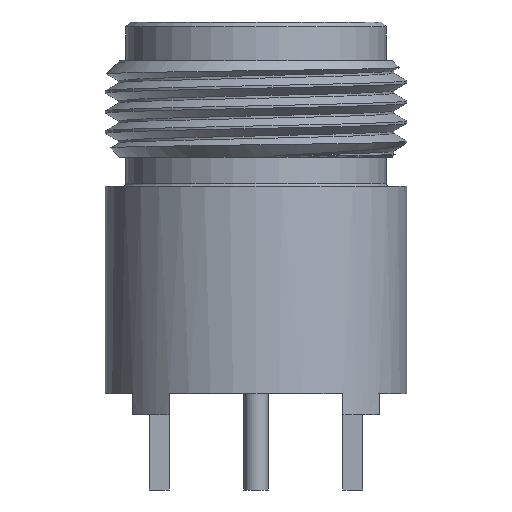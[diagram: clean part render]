
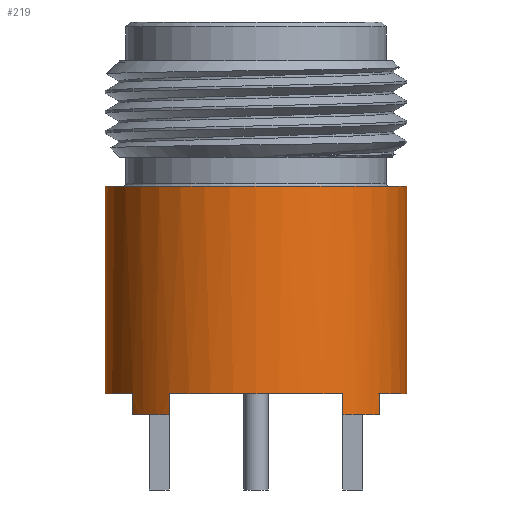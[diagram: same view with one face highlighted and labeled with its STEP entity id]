
A CAD part, front view. The second image highlights one B-rep face of the part: STEP entity #219.
In plain terms, the highlighted cylindrical face has radius 7.938 mm (diameter 15.875 mm), a partial arc.
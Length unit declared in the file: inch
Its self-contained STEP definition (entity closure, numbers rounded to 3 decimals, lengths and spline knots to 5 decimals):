
#10 = AXIS2_PLACEMENT_3D ( 'NONE', #838, #2746, #4740 ) ;
#23 = ORIENTED_EDGE ( 'NONE', *, *, #4189, .T. ) ;
#89 = EDGE_CURVE ( 'NONE', #2315, #2455, #4847, .T. ) ;
#93 = CARTESIAN_POINT ( 'NONE',  ( -0.22097, -0.22097, -0.814 ) ) ;
#219 = ADVANCED_FACE ( 'NONE', ( #3979 ), #4675, .T. ) ;
#228 = CIRCLE ( 'NONE', #4267, 0.3125 ) ;
#258 = VECTOR ( 'NONE', #1351, 39.37008 ) ;
#295 = CARTESIAN_POINT ( 'NONE',  ( -0.25545, -0.18, -0.77 ) ) ;
#370 = LINE ( 'NONE', #4265, #4322 ) ;
#414 = EDGE_CURVE ( 'NONE', #1337, #2315, #2219, .T. ) ;
#418 = ORIENTED_EDGE ( 'NONE', *, *, #3365, .T. ) ;
#466 = DIRECTION ( 'NONE',  ( -1., 0., 0. ) ) ;
#598 = CARTESIAN_POINT ( 'NONE',  ( -0.25545, -0.18, -0.814 ) ) ;
#644 = ORIENTED_EDGE ( 'NONE', *, *, #4308, .F. ) ;
#718 = DIRECTION ( 'NONE',  ( 1., 0., 0. ) ) ;
#730 = CARTESIAN_POINT ( 'NONE',  ( -0.3125, 0., -0.82 ) ) ;
#755 = VERTEX_POINT ( 'NONE', #5089 ) ;
#838 = CARTESIAN_POINT ( 'NONE',  ( 0., 0., -0.814 ) ) ;
#854 = CARTESIAN_POINT ( 'NONE',  ( -0.25545, -0.18, -0.82 ) ) ;
#876 = DIRECTION ( 'NONE',  ( 0., 0., 1. ) ) ;
#910 = ORIENTED_EDGE ( 'NONE', *, *, #4840, .T. ) ;
#962 = CIRCLE ( 'NONE', #4508, 0.3125 ) ;
#1005 = EDGE_LOOP ( 'NONE', ( #2717, #3829, #23, #4756, #3272, #3255, #3742, #910, #644, #4746, #418, #5059, #3576, #3948 ) ) ;
#1071 = CARTESIAN_POINT ( 'NONE',  ( 0.18, -0.25545, -0.82 ) ) ;
#1082 = CARTESIAN_POINT ( 'NONE',  ( 0.3125, 0., -0.34 ) ) ;
#1187 = EDGE_CURVE ( 'NONE', #4628, #1569, #370, .T. ) ;
#1191 = VECTOR ( 'NONE', #2429, 39.37008 ) ;
#1196 = CIRCLE ( 'NONE', #4814, 0.3125 ) ;
#1325 = EDGE_CURVE ( 'NONE', #1569, #4796, #228, .T. ) ;
#1337 = VERTEX_POINT ( 'NONE', #3571 ) ;
#1351 = DIRECTION ( 'NONE',  ( 0., 0., 1. ) ) ;
#1377 = DIRECTION ( 'NONE',  ( 1., 0., 0. ) ) ;
#1441 = EDGE_CURVE ( 'NONE', #1497, #4023, #962, .T. ) ;
#1497 = VERTEX_POINT ( 'NONE', #4106 ) ;
#1515 = VECTOR ( 'NONE', #3422, 39.37008 ) ;
#1517 = VERTEX_POINT ( 'NONE', #3427 ) ;
#1541 = DIRECTION ( 'NONE',  ( -1., 0., 0. ) ) ;
#1569 = VERTEX_POINT ( 'NONE', #1082 ) ;
#1591 = CARTESIAN_POINT ( 'NONE',  ( 0., 0., -0.814 ) ) ;
#1600 = CARTESIAN_POINT ( 'NONE',  ( 0., 0., -0.82 ) ) ;
#1679 = DIRECTION ( 'NONE',  ( 0., 0., -1. ) ) ;
#1731 = CARTESIAN_POINT ( 'NONE',  ( 0., 0., -0.814 ) ) ;
#1741 = CARTESIAN_POINT ( 'NONE',  ( 0.25545, -0.18, -0.82 ) ) ;
#1820 = DIRECTION ( 'NONE',  ( 0., 0., -1. ) ) ;
#1851 = CIRCLE ( 'NONE', #2260, 0.3125 ) ;
#1881 = DIRECTION ( 'NONE',  ( 0., 0., 1. ) ) ;
#1965 = DIRECTION ( 'NONE',  ( 1., 0., 0. ) ) ;
#1967 = DIRECTION ( 'NONE',  ( 0., 0., 1. ) ) ;
#2219 = CIRCLE ( 'NONE', #10, 0.3125 ) ;
#2232 = VECTOR ( 'NONE', #876, 39.37008 ) ;
#2260 = AXIS2_PLACEMENT_3D ( 'NONE', #4991, #1820, #2694 ) ;
#2315 = VERTEX_POINT ( 'NONE', #93 ) ;
#2369 = CARTESIAN_POINT ( 'NONE',  ( 0.3125, 0., -0.77 ) ) ;
#2382 = VERTEX_POINT ( 'NONE', #2902 ) ;
#2427 = CARTESIAN_POINT ( 'NONE',  ( 0., 0., -0.34 ) ) ;
#2429 = DIRECTION ( 'NONE',  ( 0., 0., -1. ) ) ;
#2455 = VERTEX_POINT ( 'NONE', #598 ) ;
#2487 = EDGE_CURVE ( 'NONE', #1517, #3940, #1851, .T. ) ;
#2694 = DIRECTION ( 'NONE',  ( -1., 0., 0. ) ) ;
#2717 = ORIENTED_EDGE ( 'NONE', *, *, #3670, .F. ) ;
#2729 = AXIS2_PLACEMENT_3D ( 'NONE', #3034, #1881, #718 ) ;
#2746 = DIRECTION ( 'NONE',  ( 0., 0., -1. ) ) ;
#2835 = LINE ( 'NONE', #730, #2232 ) ;
#2902 = CARTESIAN_POINT ( 'NONE',  ( -0.18, -0.25545, -0.77 ) ) ;
#2972 = LINE ( 'NONE', #1071, #4907 ) ;
#3006 = LINE ( 'NONE', #4612, #1515 ) ;
#3034 = CARTESIAN_POINT ( 'NONE',  ( 0., 0., -0.77 ) ) ;
#3162 = DIRECTION ( 'NONE',  ( 0., 0., -1. ) ) ;
#3172 = DIRECTION ( 'NONE',  ( 0., 0., 1. ) ) ;
#3255 = ORIENTED_EDGE ( 'NONE', *, *, #4407, .T. ) ;
#3272 = ORIENTED_EDGE ( 'NONE', *, *, #414, .F. ) ;
#3323 = CARTESIAN_POINT ( 'NONE',  ( 0., 0., -0.77 ) ) ;
#3349 = DIRECTION ( 'NONE',  ( 0., 0., 1. ) ) ;
#3365 = EDGE_CURVE ( 'NONE', #1517, #3876, #3700, .T. ) ;
#3422 = DIRECTION ( 'NONE',  ( 0., 0., 1. ) ) ;
#3427 = CARTESIAN_POINT ( 'NONE',  ( 0.25545, -0.18, -0.814 ) ) ;
#3497 = CIRCLE ( 'NONE', #5057, 0.3125 ) ;
#3571 = CARTESIAN_POINT ( 'NONE',  ( -0.18, -0.25545, -0.814 ) ) ;
#3576 = ORIENTED_EDGE ( 'NONE', *, *, #1187, .T. ) ;
#3667 = DIRECTION ( 'NONE',  ( -1., 0., 0. ) ) ;
#3670 = EDGE_CURVE ( 'NONE', #1497, #4796, #2835, .T. ) ;
#3700 = LINE ( 'NONE', #1741, #258 ) ;
#3729 = CARTESIAN_POINT ( 'NONE',  ( 0.18, -0.25545, -0.814 ) ) ;
#3742 = ORIENTED_EDGE ( 'NONE', *, *, #4002, .T. ) ;
#3777 = CARTESIAN_POINT ( 'NONE',  ( 0., 0., -0.77 ) ) ;
#3816 = EDGE_CURVE ( 'NONE', #3876, #4628, #5038, .T. ) ;
#3829 = ORIENTED_EDGE ( 'NONE', *, *, #1441, .T. ) ;
#3876 = VERTEX_POINT ( 'NONE', #4961 ) ;
#3940 = VERTEX_POINT ( 'NONE', #4196 ) ;
#3948 = ORIENTED_EDGE ( 'NONE', *, *, #1325, .T. ) ;
#3979 = FACE_OUTER_BOUND ( 'NONE', #1005, .T. ) ;
#4002 = EDGE_CURVE ( 'NONE', #2382, #755, #1196, .T. ) ;
#4004 = DIRECTION ( 'NONE',  ( 0., 0., -1. ) ) ;
#4023 = VERTEX_POINT ( 'NONE', #295 ) ;
#4093 = DIRECTION ( 'NONE',  ( 0., 0., 1. ) ) ;
#4106 = CARTESIAN_POINT ( 'NONE',  ( -0.3125, 0., -0.77 ) ) ;
#4189 = EDGE_CURVE ( 'NONE', #4023, #2455, #4390, .T. ) ;
#4196 = CARTESIAN_POINT ( 'NONE',  ( 0.22097, -0.22097, -0.814 ) ) ;
#4265 = CARTESIAN_POINT ( 'NONE',  ( 0.3125, 0., -0.82 ) ) ;
#4267 = AXIS2_PLACEMENT_3D ( 'NONE', #2427, #4004, #466 ) ;
#4308 = EDGE_CURVE ( 'NONE', #3940, #4775, #3497, .T. ) ;
#4322 = VECTOR ( 'NONE', #1967, 39.37008 ) ;
#4390 = LINE ( 'NONE', #854, #1191 ) ;
#4407 = EDGE_CURVE ( 'NONE', #1337, #2382, #3006, .T. ) ;
#4433 = AXIS2_PLACEMENT_3D ( 'NONE', #1591, #3162, #1541 ) ;
#4463 = DIRECTION ( 'NONE',  ( 1., 0., 0. ) ) ;
#4508 = AXIS2_PLACEMENT_3D ( 'NONE', #3323, #3349, #4463 ) ;
#4552 = DIRECTION ( 'NONE',  ( 0., 0., -1. ) ) ;
#4612 = CARTESIAN_POINT ( 'NONE',  ( -0.18, -0.25545, -0.82 ) ) ;
#4628 = VERTEX_POINT ( 'NONE', #2369 ) ;
#4675 = CYLINDRICAL_SURFACE ( 'NONE', #4866, 0.3125 ) ;
#4740 = DIRECTION ( 'NONE',  ( -1., 0., 0. ) ) ;
#4746 = ORIENTED_EDGE ( 'NONE', *, *, #2487, .F. ) ;
#4756 = ORIENTED_EDGE ( 'NONE', *, *, #89, .F. ) ;
#4775 = VERTEX_POINT ( 'NONE', #3729 ) ;
#4796 = VERTEX_POINT ( 'NONE', #4987 ) ;
#4814 = AXIS2_PLACEMENT_3D ( 'NONE', #3777, #4093, #1377 ) ;
#4840 = EDGE_CURVE ( 'NONE', #755, #4775, #2972, .T. ) ;
#4847 = CIRCLE ( 'NONE', #4433, 0.3125 ) ;
#4866 = AXIS2_PLACEMENT_3D ( 'NONE', #1600, #3172, #1965 ) ;
#4907 = VECTOR ( 'NONE', #4552, 39.37008 ) ;
#4961 = CARTESIAN_POINT ( 'NONE',  ( 0.25545, -0.18, -0.77 ) ) ;
#4987 = CARTESIAN_POINT ( 'NONE',  ( -0.3125, 0., -0.34 ) ) ;
#4991 = CARTESIAN_POINT ( 'NONE',  ( 0., 0., -0.814 ) ) ;
#5038 = CIRCLE ( 'NONE', #2729, 0.3125 ) ;
#5057 = AXIS2_PLACEMENT_3D ( 'NONE', #1731, #1679, #3667 ) ;
#5059 = ORIENTED_EDGE ( 'NONE', *, *, #3816, .T. ) ;
#5089 = CARTESIAN_POINT ( 'NONE',  ( 0.18, -0.25545, -0.77 ) ) ;
